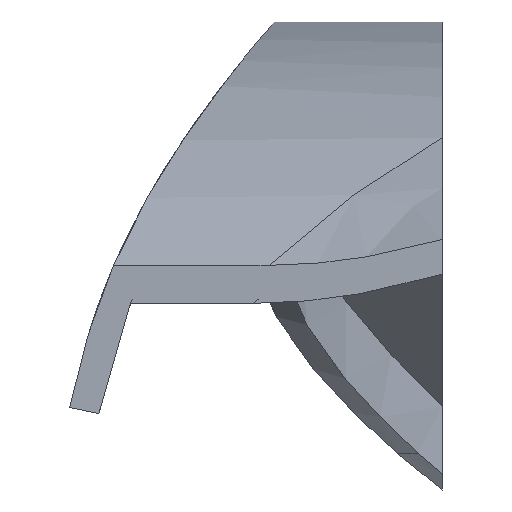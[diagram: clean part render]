
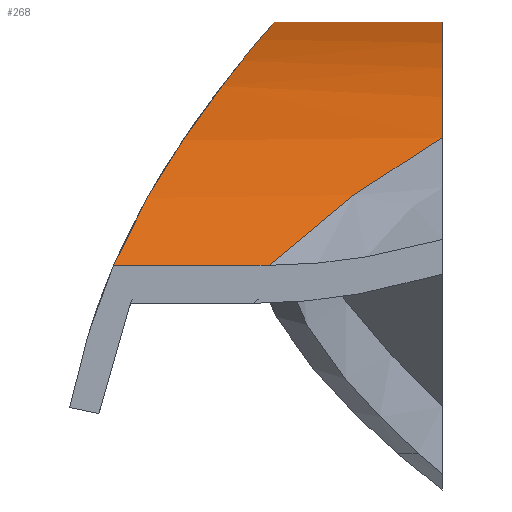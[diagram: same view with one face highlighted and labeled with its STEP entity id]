
A CAD part, front view. The second image highlights one B-rep face of the part: STEP entity #268.
In plain terms, the highlighted free-form (B-spline) face has degree [3, 1] with [9, 2] control points.
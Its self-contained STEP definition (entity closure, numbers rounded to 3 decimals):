
#28=LINE('',#1098,#35);
#29=LINE('',#1117,#36);
#35=VECTOR('',#293,1000.);
#36=VECTOR('',#294,1000.);
#88=ORIENTED_EDGE('',*,*,#150,.T.);
#89=ORIENTED_EDGE('',*,*,#142,.F.);
#90=ORIENTED_EDGE('',*,*,#151,.T.);
#91=ORIENTED_EDGE('',*,*,#149,.F.);
#92=ORIENTED_EDGE('',*,*,#152,.T.);
#142=EDGE_CURVE('',#172,#174,#203,.T.);
#149=EDGE_CURVE('',#178,#177,#28,.F.);
#150=EDGE_CURVE('',#179,#174,#29,.F.);
#151=EDGE_CURVE('',#172,#177,#209,.F.);
#152=EDGE_CURVE('',#178,#179,#210,.T.);
#172=VERTEX_POINT('',#984);
#174=VERTEX_POINT('',#991);
#177=VERTEX_POINT('',#1081);
#178=VERTEX_POINT('',#1097);
#179=VERTEX_POINT('',#1118);
#203=B_SPLINE_CURVE_WITH_KNOTS('',3,(#986,#987,#988,#989,#990),
 .UNSPECIFIED.,.F.,.F.,(4,1,4),(0.071,0.086,0.101),
 .UNSPECIFIED.);
#209=B_SPLINE_CURVE_WITH_KNOTS('',3,(#1119,#1120,#1121,#1122,#1123,#1124,
#1125,#1126),.UNSPECIFIED.,.F.,.F.,(4,1,1,1,1,4),(0.,0.222,
0.328,0.668,0.983,1.),.UNSPECIFIED.);
#210=B_SPLINE_CURVE_WITH_KNOTS('',3,(#1127,#1128,#1129,#1130,#1131,#1132,
#1133,#1134,#1135,#1136,#1137),.UNSPECIFIED.,.F.,.F.,(4,1,1,1,1,1,1,1,4),
(0.,0.011,0.023,0.034,0.046,
0.057,0.068,0.08,0.091),
 .UNSPECIFIED.);
#224=EDGE_LOOP('',(#88,#89,#90,#91,#92));
#240=FACE_BOUND('',#224,.T.);
#254=B_SPLINE_SURFACE_WITH_KNOTS('',3,1,((#1099,#1100),(#1101,#1102),(#1103,
#1104),(#1105,#1106),(#1107,#1108),(#1109,#1110),(#1111,#1112),(#1113,#1114),
(#1115,#1116)),.SURF_OF_LINEAR_EXTRUSION.,.F.,.F.,.F.,(4,1,1,1,1,1,4),(2,
2),(0.,0.081,0.162,0.203,0.243,
0.284,0.324),(0.,1.),.UNSPECIFIED.);
#268=ADVANCED_FACE('',(#240),#254,.F.);
#293=DIRECTION('',(-1.,0.,0.));
#294=DIRECTION('',(-1.,0.,0.));
#984=CARTESIAN_POINT('',(-230.,748.247,269.052));
#986=CARTESIAN_POINT('',(-230.,748.247,269.052));
#987=CARTESIAN_POINT('',(-233.008,744.714,267.337));
#988=CARTESIAN_POINT('',(-238.974,737.838,263.479));
#989=CARTESIAN_POINT('',(-244.65,731.142,258.785));
#990=CARTESIAN_POINT('',(-247.388,727.84,256.231));
#991=CARTESIAN_POINT('',(-247.388,727.84,256.231));
#1081=CARTESIAN_POINT('',(-230.,811.673,280.631));
#1097=CARTESIAN_POINT('',(-246.867,811.673,280.631));
#1098=CARTESIAN_POINT('',(-225.,811.673,280.631));
#1099=CARTESIAN_POINT('',(-230.,811.673,280.631));
#1100=CARTESIAN_POINT('',(-263.19,811.673,280.631));
#1101=CARTESIAN_POINT('',(-230.,803.55,280.346));
#1102=CARTESIAN_POINT('',(-263.19,803.55,280.346));
#1103=CARTESIAN_POINT('',(-230.,788.058,279.653));
#1104=CARTESIAN_POINT('',(-263.19,788.058,279.653));
#1105=CARTESIAN_POINT('',(-230.,770.177,276.956));
#1106=CARTESIAN_POINT('',(-263.19,770.177,276.956));
#1107=CARTESIAN_POINT('',(-230.,756.532,272.812));
#1108=CARTESIAN_POINT('',(-263.19,756.532,272.812));
#1109=CARTESIAN_POINT('',(-230.,746.546,268.438));
#1110=CARTESIAN_POINT('',(-263.19,746.546,268.438));
#1111=CARTESIAN_POINT('',(-230.,736.874,262.832));
#1112=CARTESIAN_POINT('',(-263.19,736.874,262.832));
#1113=CARTESIAN_POINT('',(-230.,730.774,258.5));
#1114=CARTESIAN_POINT('',(-263.19,730.774,258.5));
#1115=CARTESIAN_POINT('',(-230.,727.84,256.231));
#1116=CARTESIAN_POINT('',(-263.19,727.84,256.231));
#1117=CARTESIAN_POINT('',(-225.,727.84,256.231));
#1118=CARTESIAN_POINT('',(-262.992,727.84,256.231));
#1119=CARTESIAN_POINT('',(-230.,811.673,280.631));
#1120=CARTESIAN_POINT('',(-230.,789.384,279.85));
#1121=CARTESIAN_POINT('',(-230.,760.729,278.005));
#1122=CARTESIAN_POINT('',(-230.,707.535,244.506));
#1123=CARTESIAN_POINT('',(-230.,671.714,185.977));
#1124=CARTESIAN_POINT('',(-230.,644.624,121.698));
#1125=CARTESIAN_POINT('',(-230.,619.072,109.302));
#1126=CARTESIAN_POINT('',(-230.,617.724,108.704));
#1127=CARTESIAN_POINT('',(-246.867,811.673,280.631));
#1128=CARTESIAN_POINT('',(-246.984,807.867,280.498));
#1129=CARTESIAN_POINT('',(-247.243,800.26,280.199));
#1130=CARTESIAN_POINT('',(-247.899,788.897,279.435));
#1131=CARTESIAN_POINT('',(-249.029,777.623,278.096));
#1132=CARTESIAN_POINT('',(-250.851,766.475,275.865));
#1133=CARTESIAN_POINT('',(-253.364,755.974,272.61));
#1134=CARTESIAN_POINT('',(-256.478,746.094,268.195));
#1135=CARTESIAN_POINT('',(-259.885,736.669,262.689));
#1136=CARTESIAN_POINT('',(-262.029,730.726,258.463));
#1137=CARTESIAN_POINT('',(-262.992,727.84,256.231));
